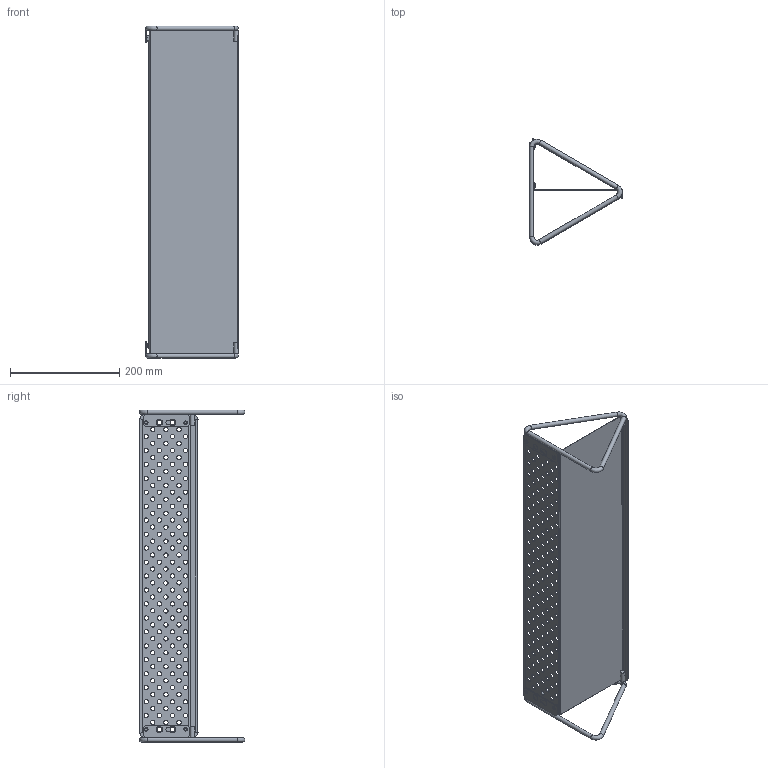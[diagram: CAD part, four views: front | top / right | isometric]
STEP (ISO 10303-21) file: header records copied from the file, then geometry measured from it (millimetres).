
FILE_DESCRIPTION (( 'STEP AP214' ), '1' );
FILE_NAME ('1713.STEP', '2024-01-15T07:28:24', ( '' ), ( '' ), 'SwSTEP 2.0', 'SolidWorks 2023', '' );
FILE_SCHEMA (( 'AUTOMOTIVE_DESIGN' ));
Length unit declared in the file: millimetre
Products named in the file (10): 08171331; 08171320; Bok pravý pro polici 150 NOVÝ; 08171330; 08171341; Sroub M6x8-hl10_ST6,3x13-F-H; 1713; Matice M6-6-A3L ISO 4032-3; 08171311; 08171312
Assembly tree (16 placements, depth 4):
  1713
    08171341
    08171320
      08171311
      08171312
      08171330
        08171331
        Matice M6-6-A3L ISO 4032-3  x2
    Bok pravý pro polici 150 NOVÝ
      08171311
      08171312
      08171331
    Sroub M6x8-hl10_ST6,3x13-F-H  x4
Bounding box: 171 x 193.67 x 608 mm (x, y, z)
Volume: 191548.1 mm3; surface area: 360541.1 mm2
Topology: 13 solids, 13 shells, 422 faces, 1104 edges, 708 vertices
Faces by surface type: cylinder 198, plane 150, cone 52, bspline 12, torus 6, sphere 4
Full cylindrical faces by diameter (mm): 4.773 x2, 6.5 x4, 8 x166, 10 x4, 11.6 x2
Entity records: 10617 total; most frequent: CARTESIAN_POINT 3077, DIRECTION 1520, ORIENTED_EDGE 1156, EDGE_LOOP 780, AXIS2_PLACEMENT_3D 701, EDGE_CURVE 578, VERTEX_POINT 482, FACE_OUTER_BOUND 451
